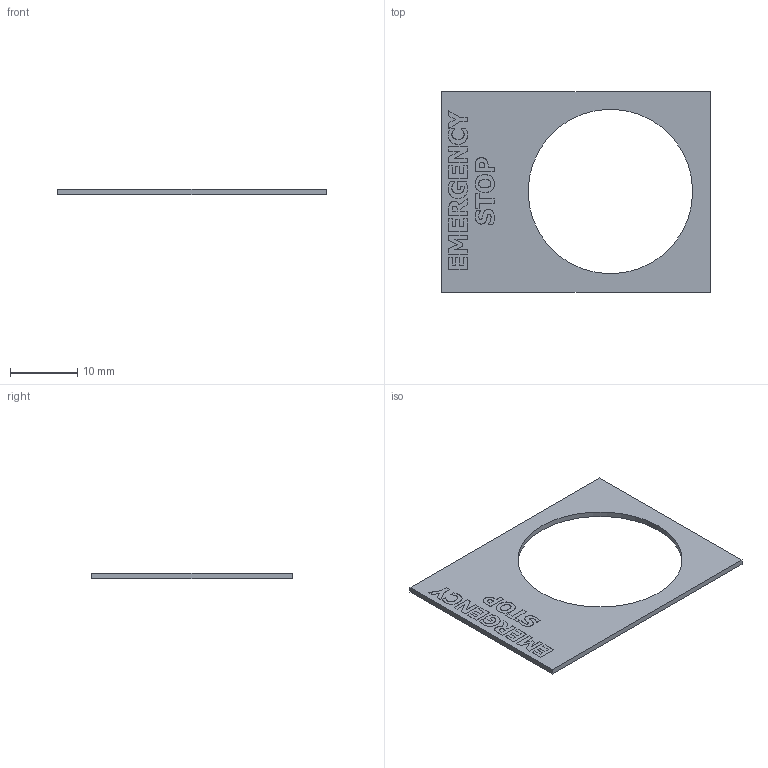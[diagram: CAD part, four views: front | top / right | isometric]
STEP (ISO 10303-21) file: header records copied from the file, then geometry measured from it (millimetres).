
FILE_DESCRIPTION((''),'2;1');
FILE_NAME('2LP66.stp','2007-11-15T11:27:33',('Philipp'),(''),'Autodesk Inventor 2008','Autodesk Inventor 2008','');
FILE_SCHEMA(('AUTOMOTIVE_DESIGN { 1 0 10303 214 1 1 1 1 }'));
Length unit declared in the file: millimetre
Products named in the file (1): 2LP66
Bounding box: 40 x 29.9 x 0.81 mm (x, y, z)
Volume: 577.2 mm3; surface area: 1642.4 mm2
Topology: 1 solids, 1 shells, 403 faces, 1107 edges, 738 vertices
Faces by surface type: plane 258, bspline 144, cylinder 1
Full cylindrical faces by diameter (mm): 24.5 x1
Entity records: 13968 total; most frequent: CARTESIAN_POINT 4641, ORIENTED_EDGE 2212, DIRECTION 1340, EDGE_CURVE 1106, VECTOR 816, LINE 816, VERTEX_POINT 738, EDGE_LOOP 438
